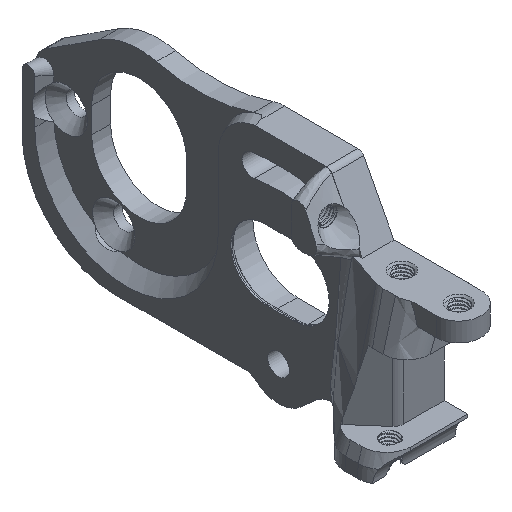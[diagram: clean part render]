
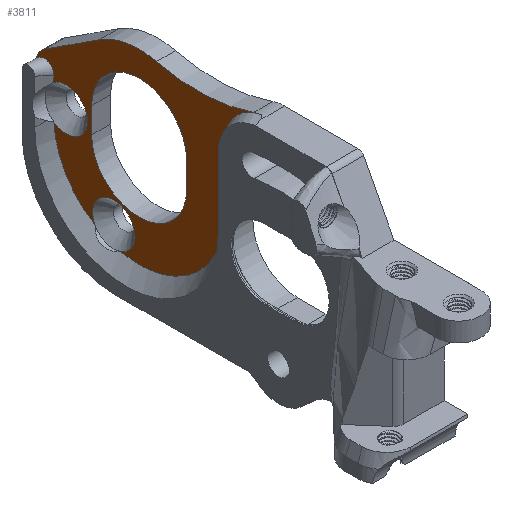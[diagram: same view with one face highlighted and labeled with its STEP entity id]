
A CAD part, isometric view. The second image highlights one B-rep face of the part: STEP entity #3811.
In plain terms, the highlighted planar face has unit normal (-1, 0, 0).
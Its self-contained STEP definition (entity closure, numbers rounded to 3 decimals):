
#959 = VERTEX_POINT('',#960);
#960 = CARTESIAN_POINT('',(-27.,5.778,29.625));
#966 = EDGE_CURVE('',#967,#959,#969,.T.);
#967 = VERTEX_POINT('',#968);
#968 = CARTESIAN_POINT('',(-27.,7.439,27.132));
#969 = CIRCLE('',#970,3.776);
#970 = AXIS2_PLACEMENT_3D('',#971,#972,#973);
#971 = CARTESIAN_POINT('',(-27.,3.724,26.457));
#972 = DIRECTION('',(1.,0.,0.));
#973 = DIRECTION('',(0.,-1.,0.));
#996 = EDGE_CURVE('',#997,#967,#999,.T.);
#997 = VERTEX_POINT('',#998);
#998 = CARTESIAN_POINT('',(-27.,4.5,26.709));
#999 = CIRCLE('',#1000,1.5);
#1000 = AXIS2_PLACEMENT_3D('',#1001,#1002,#1003);
#1001 = CARTESIAN_POINT('',(-27.,6.,26.709));
#1002 = DIRECTION('',(-1.,0.,0.));
#1003 = DIRECTION('',(0.,-1.,0.));
#1039 = EDGE_CURVE('',#997,#1040,#1042,.T.);
#1040 = VERTEX_POINT('',#1041);
#1041 = CARTESIAN_POINT('',(-27.,4.5,25.687));
#1042 = LINE('',#1043,#1044);
#1043 = CARTESIAN_POINT('',(-27.,4.5,26.709));
#1044 = VECTOR('',#1045,1.);
#1045 = DIRECTION('',(0.,0.,-1.));
#1082 = VERTEX_POINT('',#1083);
#1083 = CARTESIAN_POINT('',(-27.,4.482,20.299));
#1142 = EDGE_CURVE('',#1082,#1143,#1145,.T.);
#1143 = VERTEX_POINT('',#1144);
#1144 = CARTESIAN_POINT('',(-27.,-2.039,9.433));
#1145 = CIRCLE('',#1146,13.5);
#1146 = AXIS2_PLACEMENT_3D('',#1147,#1148,#1149);
#1147 = CARTESIAN_POINT('',(-27.,-9.,21.));
#1148 = DIRECTION('',(-1.,0.,0.));
#1149 = DIRECTION('',(0.,-1.,0.));
#1152 = VERTEX_POINT('',#1153);
#1153 = CARTESIAN_POINT('',(-27.,-6.063,7.823));
#1198 = EDGE_CURVE('',#1152,#1199,#1201,.T.);
#1199 = VERTEX_POINT('',#1200);
#1200 = CARTESIAN_POINT('',(-27.,-22.5,21.));
#1201 = CIRCLE('',#1202,13.5);
#1202 = AXIS2_PLACEMENT_3D('',#1203,#1204,#1205);
#1203 = CARTESIAN_POINT('',(-27.,-9.,21.));
#1204 = DIRECTION('',(-1.,0.,0.));
#1205 = DIRECTION('',(0.,-1.,0.));
#1242 = EDGE_CURVE('',#1199,#1243,#1245,.T.);
#1243 = VERTEX_POINT('',#1244);
#1244 = CARTESIAN_POINT('',(-27.,-22.5,30.887));
#1245 = LINE('',#1246,#1247);
#1246 = CARTESIAN_POINT('',(-27.,-22.5,21.));
#1247 = VECTOR('',#1248,1.);
#1248 = DIRECTION('',(0.,0.,1.));
#1265 = EDGE_CURVE('',#1266,#1243,#1268,.T.);
#1266 = VERTEX_POINT('',#1267);
#1267 = CARTESIAN_POINT('',(-27.,-28.327,37.65));
#1268 = CIRCLE('',#1269,6.838);
#1269 = AXIS2_PLACEMENT_3D('',#1270,#1271,#1272);
#1270 = CARTESIAN_POINT('',(-27.,-29.338,30.887));
#1271 = DIRECTION('',(-1.,0.,0.));
#1272 = DIRECTION('',(0.,-1.,0.));
#3811 = ADVANCED_FACE('',(#3812,#3886),#3922,.F.);
#3812 = FACE_BOUND('',#3813,.F.);
#3813 = EDGE_LOOP('',(#3814,#3815,#3824,#3831,#3832,#3833,#3834,#3842,
    #3851,#3860,#3867,#3868,#3869,#3870,#3879));
#3814 = ORIENTED_EDGE('',*,*,#1142,.F.);
#3815 = ORIENTED_EDGE('',*,*,#3816,.T.);
#3816 = EDGE_CURVE('',#1082,#3817,#3819,.T.);
#3817 = VERTEX_POINT('',#3818);
#3818 = CARTESIAN_POINT('',(-27.,-0.85,23.));
#3819 = CIRCLE('',#3820,3.35);
#3820 = AXIS2_PLACEMENT_3D('',#3821,#3822,#3823);
#3821 = CARTESIAN_POINT('',(-27.,2.5,23.));
#3822 = DIRECTION('',(-1.,0.,0.));
#3823 = DIRECTION('',(0.,-1.,0.));
#3824 = ORIENTED_EDGE('',*,*,#3825,.T.);
#3825 = EDGE_CURVE('',#3817,#1040,#3826,.T.);
#3826 = CIRCLE('',#3827,3.35);
#3827 = AXIS2_PLACEMENT_3D('',#3828,#3829,#3830);
#3828 = CARTESIAN_POINT('',(-27.,2.5,23.));
#3829 = DIRECTION('',(-1.,0.,0.));
#3830 = DIRECTION('',(0.,-1.,0.));
#3831 = ORIENTED_EDGE('',*,*,#1039,.F.);
#3832 = ORIENTED_EDGE('',*,*,#996,.T.);
#3833 = ORIENTED_EDGE('',*,*,#966,.T.);
#3834 = ORIENTED_EDGE('',*,*,#3835,.T.);
#3835 = EDGE_CURVE('',#959,#3836,#3838,.T.);
#3836 = VERTEX_POINT('',#3837);
#3837 = CARTESIAN_POINT('',(-27.,-2.744,35.15));
#3838 = LINE('',#3839,#3840);
#3839 = CARTESIAN_POINT('',(-27.,-3.33,35.529));
#3840 = VECTOR('',#3841,1.);
#3841 = DIRECTION('',(0.,-0.839,0.544)
  );
#3842 = ORIENTED_EDGE('',*,*,#3843,.T.);
#3843 = EDGE_CURVE('',#3836,#3844,#3846,.T.);
#3844 = VERTEX_POINT('',#3845);
#3845 = CARTESIAN_POINT('',(-27.,-11.759,36.664));
#3846 = CIRCLE('',#3847,11.5);
#3847 = AXIS2_PLACEMENT_3D('',#3848,#3849,#3850);
#3848 = CARTESIAN_POINT('',(-27.,-9.,25.5));
#3849 = DIRECTION('',(1.,0.,0.));
#3850 = DIRECTION('',(0.,-1.,0.));
#3851 = ORIENTED_EDGE('',*,*,#3852,.F.);
#3852 = EDGE_CURVE('',#3853,#3844,#3855,.T.);
#3853 = VERTEX_POINT('',#3854);
#3854 = CARTESIAN_POINT('',(-27.,-27.103,37.373));
#3855 = CIRCLE('',#3856,27.);
#3856 = AXIS2_PLACEMENT_3D('',#3857,#3858,#3859);
#3857 = CARTESIAN_POINT('',(-27.,-18.236,62.876));
#3858 = DIRECTION('',(1.,0.,0.));
#3859 = DIRECTION('',(0.,-1.,0.));
#3860 = ORIENTED_EDGE('',*,*,#3861,.T.);
#3861 = EDGE_CURVE('',#3853,#1266,#3862,.T.);
#3862 = CIRCLE('',#3863,5.609);
#3863 = AXIS2_PLACEMENT_3D('',#3864,#3865,#3866);
#3864 = CARTESIAN_POINT('',(-27.,-28.945,32.076));
#3865 = DIRECTION('',(1.,0.,0.));
#3866 = DIRECTION('',(0.,-1.,0.));
#3867 = ORIENTED_EDGE('',*,*,#1265,.T.);
#3868 = ORIENTED_EDGE('',*,*,#1242,.F.);
#3869 = ORIENTED_EDGE('',*,*,#1198,.F.);
#3870 = ORIENTED_EDGE('',*,*,#3871,.T.);
#3871 = EDGE_CURVE('',#1152,#3872,#3874,.T.);
#3872 = VERTEX_POINT('',#3873);
#3873 = CARTESIAN_POINT('',(-27.,-8.35,11.));
#3874 = CIRCLE('',#3875,3.35);
#3875 = AXIS2_PLACEMENT_3D('',#3876,#3877,#3878);
#3876 = CARTESIAN_POINT('',(-27.,-5.,11.));
#3877 = DIRECTION('',(-1.,0.,0.));
#3878 = DIRECTION('',(0.,-1.,0.));
#3879 = ORIENTED_EDGE('',*,*,#3880,.T.);
#3880 = EDGE_CURVE('',#3872,#1143,#3881,.T.);
#3881 = CIRCLE('',#3882,3.35);
#3882 = AXIS2_PLACEMENT_3D('',#3883,#3884,#3885);
#3883 = CARTESIAN_POINT('',(-27.,-5.,11.));
#3884 = DIRECTION('',(-1.,0.,0.));
#3885 = DIRECTION('',(0.,-1.,0.));
#3886 = FACE_BOUND('',#3887,.F.);
#3887 = EDGE_LOOP('',(#3888,#3898,#3907,#3915));
#3888 = ORIENTED_EDGE('',*,*,#3889,.F.);
#3889 = EDGE_CURVE('',#3890,#3892,#3894,.T.);
#3890 = VERTEX_POINT('',#3891);
#3891 = CARTESIAN_POINT('',(-27.,-16.5,25.5));
#3892 = VERTEX_POINT('',#3893);
#3893 = CARTESIAN_POINT('',(-27.,-16.5,21.5));
#3894 = LINE('',#3895,#3896);
#3895 = CARTESIAN_POINT('',(-27.,-16.5,25.536));
#3896 = VECTOR('',#3897,1.);
#3897 = DIRECTION('',(0.,0.,-1.));
#3898 = ORIENTED_EDGE('',*,*,#3899,.F.);
#3899 = EDGE_CURVE('',#3900,#3890,#3902,.T.);
#3900 = VERTEX_POINT('',#3901);
#3901 = CARTESIAN_POINT('',(-27.,-1.5,25.5));
#3902 = CIRCLE('',#3903,7.5);
#3903 = AXIS2_PLACEMENT_3D('',#3904,#3905,#3906);
#3904 = CARTESIAN_POINT('',(-27.,-9.,25.5));
#3905 = DIRECTION('',(1.,0.,0.));
#3906 = DIRECTION('',(0.,-1.,0.));
#3907 = ORIENTED_EDGE('',*,*,#3908,.F.);
#3908 = EDGE_CURVE('',#3909,#3900,#3911,.T.);
#3909 = VERTEX_POINT('',#3910);
#3910 = CARTESIAN_POINT('',(-27.,-1.5,21.5));
#3911 = LINE('',#3912,#3913);
#3912 = CARTESIAN_POINT('',(-27.,-1.5,27.536));
#3913 = VECTOR('',#3914,1.);
#3914 = DIRECTION('',(0.,0.,1.));
#3915 = ORIENTED_EDGE('',*,*,#3916,.F.);
#3916 = EDGE_CURVE('',#3892,#3909,#3917,.T.);
#3917 = CIRCLE('',#3918,7.5);
#3918 = AXIS2_PLACEMENT_3D('',#3919,#3920,#3921);
#3919 = CARTESIAN_POINT('',(-27.,-9.,21.5));
#3920 = DIRECTION('',(1.,0.,0.));
#3921 = DIRECTION('',(0.,-1.,0.));
#3922 = PLANE('',#3923);
#3923 = AXIS2_PLACEMENT_3D('',#3924,#3925,#3926);
#3924 = CARTESIAN_POINT('',(-27.,-8.024,29.571));
#3925 = DIRECTION('',(1.,0.,0.));
#3926 = DIRECTION('',(0.,1.,0.));
